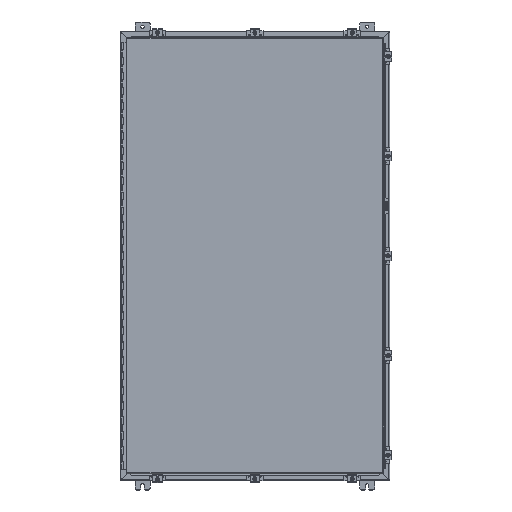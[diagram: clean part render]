
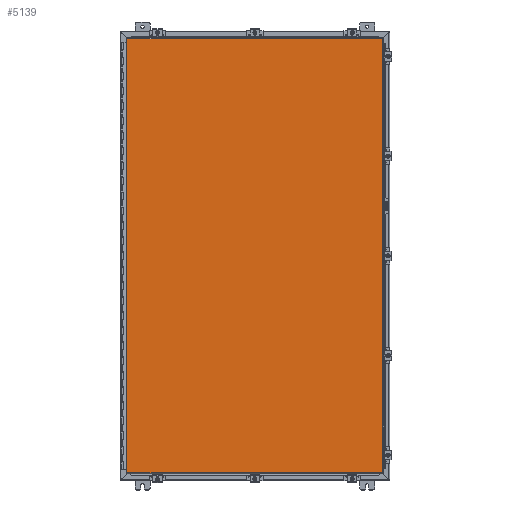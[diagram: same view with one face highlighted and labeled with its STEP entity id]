
A CAD part, top view. The second image highlights one B-rep face of the part: STEP entity #5139.
In plain terms, the highlighted face is planar.
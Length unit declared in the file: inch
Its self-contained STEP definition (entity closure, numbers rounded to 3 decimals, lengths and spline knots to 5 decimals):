
#259 = PLANE ( 'NONE',  #35084 ) ;
#788 = VERTEX_POINT ( 'NONE', #14974 ) ;
#1542 = EDGE_CURVE ( 'NONE', #788, #6143, #8690, .T. ) ;
#3439 = ORIENTED_EDGE ( 'NONE', *, *, #28336, .T. ) ;
#5139 = ADVANCED_FACE ( 'NONE', ( #41644 ), #259, .F. ) ;
#5414 = CARTESIAN_POINT ( 'NONE',  ( 0., 0., 0. ) ) ;
#6143 = VERTEX_POINT ( 'NONE', #8160 ) ;
#6692 = DIRECTION ( 'NONE',  ( 1., 0., 0. ) ) ;
#8155 = ORIENTED_EDGE ( 'NONE', *, *, #1542, .T. ) ;
#8160 = CARTESIAN_POINT ( 'NONE',  ( -17.08225, 28.9885, 0. ) ) ;
#8234 = LINE ( 'NONE', #40274, #43324 ) ;
#8690 = LINE ( 'NONE', #51986, #19395 ) ;
#12800 = DIRECTION ( 'NONE',  ( 0., -1., 0. ) ) ;
#14974 = CARTESIAN_POINT ( 'NONE',  ( -17.08225, -28.9885, 0. ) ) ;
#17802 = ORIENTED_EDGE ( 'NONE', *, *, #45805, .T. ) ;
#18334 = EDGE_LOOP ( 'NONE', ( #8155, #3439, #17802, #24744 ) ) ;
#19395 = VECTOR ( 'NONE', #51715, 39.37008 ) ;
#20230 = CARTESIAN_POINT ( 'NONE',  ( 17.08225, -28.9885, 0. ) ) ;
#21261 = VECTOR ( 'NONE', #34812, 39.37008 ) ;
#24744 = ORIENTED_EDGE ( 'NONE', *, *, #44004, .T. ) ;
#26224 = VERTEX_POINT ( 'NONE', #20230 ) ;
#27410 = VECTOR ( 'NONE', #51544, 39.37008 ) ;
#28336 = EDGE_CURVE ( 'NONE', #6143, #44092, #30315, .T. ) ;
#30315 = LINE ( 'NONE', #51591, #27410 ) ;
#30411 = CARTESIAN_POINT ( 'NONE',  ( 17.08225, -28.9885, 0. ) ) ;
#33548 = LINE ( 'NONE', #30411, #21261 ) ;
#33929 = DIRECTION ( 'NONE',  ( 0., 0., 1. ) ) ;
#34812 = DIRECTION ( 'NONE',  ( -1., 0., 0. ) ) ;
#35084 = AXIS2_PLACEMENT_3D ( 'NONE', #5414, #33929, #6692 ) ;
#40274 = CARTESIAN_POINT ( 'NONE',  ( 17.08225, 28.9885, 0. ) ) ;
#41644 = FACE_OUTER_BOUND ( 'NONE', #18334, .T. ) ;
#43324 = VECTOR ( 'NONE', #12800, 39.37008 ) ;
#44004 = EDGE_CURVE ( 'NONE', #26224, #788, #33548, .T. ) ;
#44092 = VERTEX_POINT ( 'NONE', #53816 ) ;
#45805 = EDGE_CURVE ( 'NONE', #44092, #26224, #8234, .T. ) ;
#51544 = DIRECTION ( 'NONE',  ( 1., 0., 0. ) ) ;
#51591 = CARTESIAN_POINT ( 'NONE',  ( -17.08225, 28.9885, 0. ) ) ;
#51715 = DIRECTION ( 'NONE',  ( 0., 1., 0. ) ) ;
#51986 = CARTESIAN_POINT ( 'NONE',  ( -17.08225, -28.9885, 0. ) ) ;
#53816 = CARTESIAN_POINT ( 'NONE',  ( 17.08225, 28.9885, 0. ) ) ;
